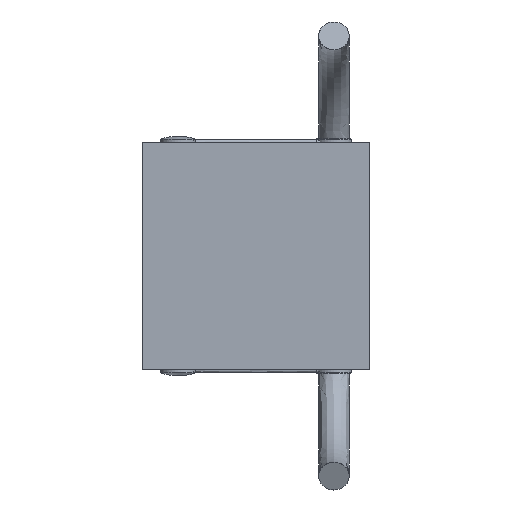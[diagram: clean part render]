
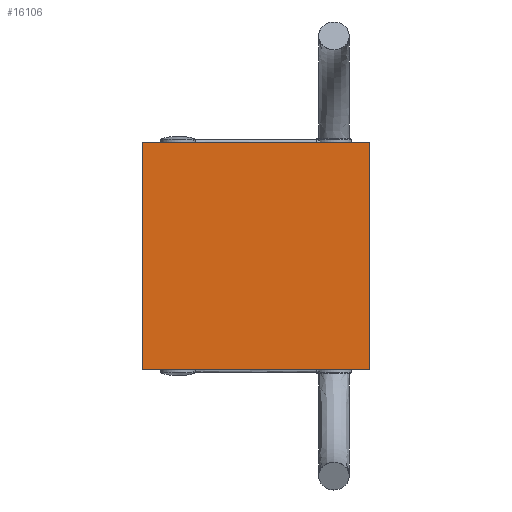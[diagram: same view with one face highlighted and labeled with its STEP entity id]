
A CAD part, front view. The second image highlights one B-rep face of the part: STEP entity #16106.
In plain terms, the highlighted planar face has unit normal (0, -1, 0).
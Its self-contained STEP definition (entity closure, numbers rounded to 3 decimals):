
#989 = CARTESIAN_POINT ( 'NONE',  ( 0., -3.902, 0. ) ) ;
#1855 = VECTOR ( 'NONE', #23974, 1000. ) ;
#2011 = CARTESIAN_POINT ( 'NONE',  ( 3.5, -3.902, -3.5 ) ) ;
#2092 = LINE ( 'NONE', #30981, #10714 ) ;
#3504 = CARTESIAN_POINT ( 'NONE',  ( -3.5, -3.902, -3.5 ) ) ;
#4244 = DIRECTION ( 'NONE',  ( 0., 0., -1. ) ) ;
#5044 = ORIENTED_EDGE ( 'NONE', *, *, #16221, .T. ) ;
#7260 = VERTEX_POINT ( 'NONE', #14047 ) ;
#7468 = EDGE_LOOP ( 'NONE', ( #27074, #31374, #5044, #25951 ) ) ;
#8542 = EDGE_CURVE ( 'NONE', #7260, #32748, #27696, .T. ) ;
#8729 = FACE_OUTER_BOUND ( 'NONE', #7468, .T. ) ;
#10714 = VECTOR ( 'NONE', #14858, 1000. ) ;
#12439 = DIRECTION ( 'NONE',  ( -1., 0., 0. ) ) ;
#12832 = EDGE_CURVE ( 'NONE', #24756, #7260, #33030, .T. ) ;
#13038 = EDGE_CURVE ( 'NONE', #15428, #24756, #41116, .T. ) ;
#14047 = CARTESIAN_POINT ( 'NONE',  ( -3.5, -3.902, -3.5 ) ) ;
#14858 = DIRECTION ( 'NONE',  ( 0., 0., 1. ) ) ;
#15312 = VECTOR ( 'NONE', #12439, 1000. ) ;
#15428 = VERTEX_POINT ( 'NONE', #25265 ) ;
#16106 = ADVANCED_FACE ( 'NONE', ( #8729 ), #17023, .T. ) ;
#16221 = EDGE_CURVE ( 'NONE', #32748, #15428, #2092, .T. ) ;
#17023 = PLANE ( 'NONE',  #22570 ) ;
#20724 = CARTESIAN_POINT ( 'NONE',  ( 3.5, -3.902, -3.5 ) ) ;
#22570 = AXIS2_PLACEMENT_3D ( 'NONE', #989, #23678, #4244 ) ;
#22938 = DIRECTION ( 'NONE',  ( 0., 0., -1. ) ) ;
#23678 = DIRECTION ( 'NONE',  ( 0., -1., 0. ) ) ;
#23974 = DIRECTION ( 'NONE',  ( 1., 0., 0. ) ) ;
#24756 = VERTEX_POINT ( 'NONE', #37635 ) ;
#25265 = CARTESIAN_POINT ( 'NONE',  ( 3.5, -3.902, 3.5 ) ) ;
#25951 = ORIENTED_EDGE ( 'NONE', *, *, #13038, .T. ) ;
#27074 = ORIENTED_EDGE ( 'NONE', *, *, #12832, .T. ) ;
#27696 = LINE ( 'NONE', #20724, #1855 ) ;
#30981 = CARTESIAN_POINT ( 'NONE',  ( 3.5, -3.902, -3.5 ) ) ;
#31374 = ORIENTED_EDGE ( 'NONE', *, *, #8542, .T. ) ;
#32748 = VERTEX_POINT ( 'NONE', #2011 ) ;
#33030 = LINE ( 'NONE', #3504, #41643 ) ;
#37635 = CARTESIAN_POINT ( 'NONE',  ( -3.5, -3.902, 3.5 ) ) ;
#38144 = CARTESIAN_POINT ( 'NONE',  ( 3.5, -3.902, 3.5 ) ) ;
#41116 = LINE ( 'NONE', #38144, #15312 ) ;
#41643 = VECTOR ( 'NONE', #22938, 1000. ) ;
